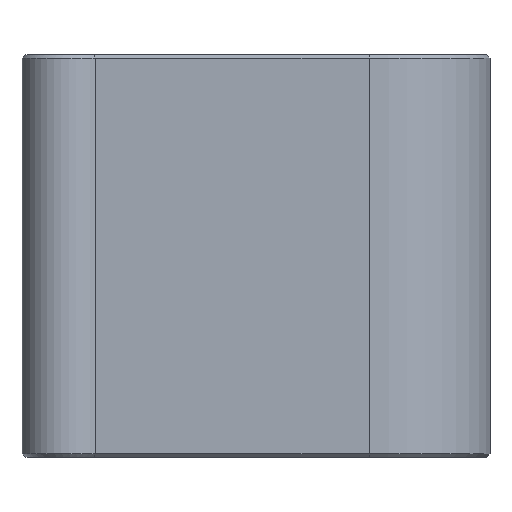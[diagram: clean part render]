
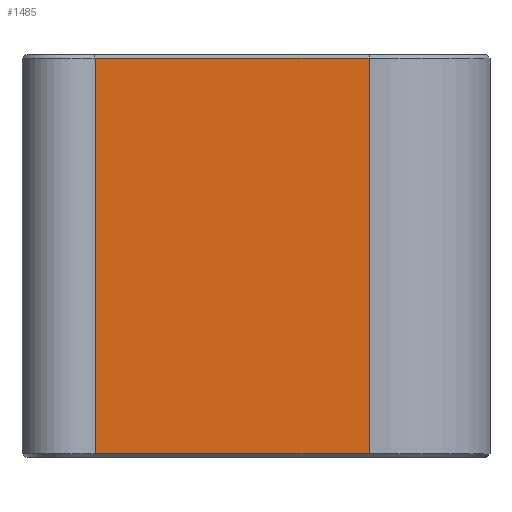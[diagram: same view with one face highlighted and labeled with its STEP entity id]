
A CAD part, left-side view. The second image highlights one B-rep face of the part: STEP entity #1485.
In plain terms, the highlighted planar face has unit normal (-1, 0, 0).
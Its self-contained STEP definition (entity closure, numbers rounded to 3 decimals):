
#86=PLANE('',#1637);
#169=FACE_OUTER_BOUND('',#267,.T.);
#267=EDGE_LOOP('',(#1223,#1224,#1225,#1226));
#375=LINE('',#2380,#525);
#380=LINE('',#2406,#530);
#385=LINE('',#2431,#535);
#394=LINE('',#2456,#544);
#525=VECTOR('',#1897,10.);
#530=VECTOR('',#1918,10.);
#535=VECTOR('',#1937,10.);
#544=VECTOR('',#1962,10.);
#737=VERTEX_POINT('',#2378);
#738=VERTEX_POINT('',#2379);
#740=VERTEX_POINT('',#2404);
#742=VERTEX_POINT('',#2427);
#888=EDGE_CURVE('',#737,#738,#375,.T.);
#899=EDGE_CURVE('',#737,#740,#380,.T.);
#908=EDGE_CURVE('',#742,#740,#385,.T.);
#920=EDGE_CURVE('',#742,#738,#394,.T.);
#1223=ORIENTED_EDGE('',*,*,#888,.F.);
#1224=ORIENTED_EDGE('',*,*,#899,.T.);
#1225=ORIENTED_EDGE('',*,*,#908,.F.);
#1226=ORIENTED_EDGE('',*,*,#920,.T.);
#1485=ADVANCED_FACE('',(#169),#86,.T.);
#1637=AXIS2_PLACEMENT_3D('',#2455,#1960,#1961);
#1897=DIRECTION('',(0.,-1.,0.));
#1918=DIRECTION('',(0.,0.,-1.));
#1937=DIRECTION('',(0.,1.,0.));
#1960=DIRECTION('center_axis',(-1.,0.,0.));
#1961=DIRECTION('ref_axis',(0.,1.,0.));
#1962=DIRECTION('',(0.,0.,1.));
#2378=CARTESIAN_POINT('',(-14.554,24.864,46.49));
#2379=CARTESIAN_POINT('',(-14.554,-7.033,46.49));
#2380=CARTESIAN_POINT('',(-14.554,-18.687,46.49));
#2404=CARTESIAN_POINT('',(-14.554,24.864,0.4));
#2406=CARTESIAN_POINT('',(-14.554,24.864,0.));
#2427=CARTESIAN_POINT('',(-14.554,-7.033,0.4));
#2431=CARTESIAN_POINT('',(-14.554,-18.687,0.4));
#2455=CARTESIAN_POINT('Origin',(-14.554,-10.672,-4.032));
#2456=CARTESIAN_POINT('',(-14.554,-7.033,0.625));
